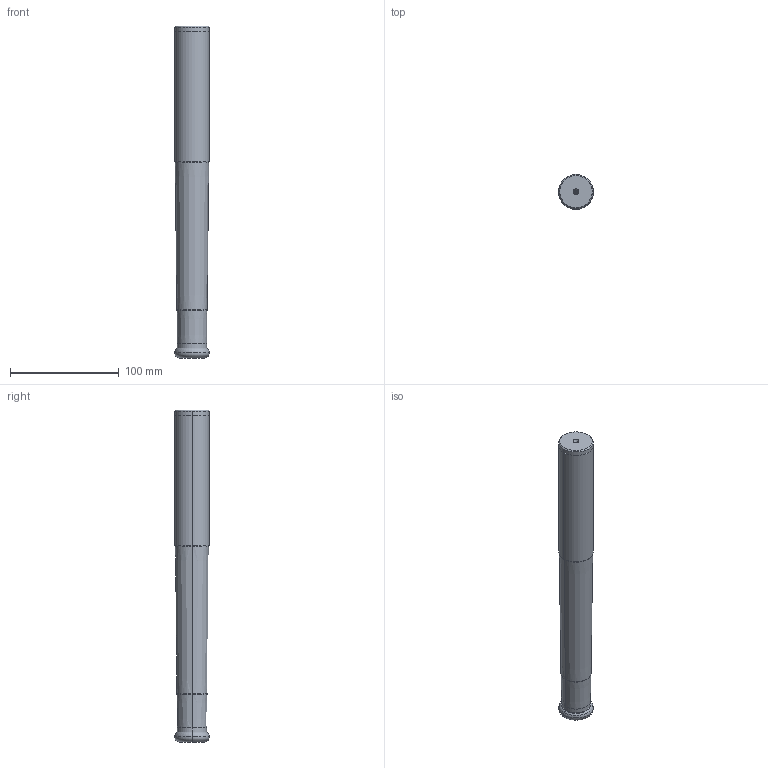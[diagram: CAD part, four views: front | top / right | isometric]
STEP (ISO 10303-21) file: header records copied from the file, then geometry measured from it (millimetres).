
FILE_DESCRIPTION(/* description */ (''),/* implementation_level */ '2;1');
FILE_NAME(/* name */ 'BRP4UNR203ELW20_ID0_375.stp',/* time_stamp */ '2021-02-02T08:26:03+09:00',/* author */ (''),/* organization */ (''),/* preprocessor_version */ 'ST-DEVELOPER v16',/* originating_system */ 'SIEMENS PLM Software NX 10.0',/* authorisation */ '');
FILE_SCHEMA (('AUTOMOTIVE_DESIGN { 1 0 10303 214 3 1 1 1 }'));
Length unit declared in the file: millimetre
Products named in the file (1): BRP4UNR203ELW20_ID0_375_ASM
Bounding box: 31.75 x 31.75 x 304.8 mm (x, y, z)
Volume: 219808.4 mm3; surface area: 32225.7 mm2
Topology: 2 solids, 2 shells, 50 faces, 112 edges, 69 vertices
Faces by surface type: torus 18, cone 16, cylinder 12, plane 4
Entity records: 1519 total; most frequent: DIRECTION 310, CARTESIAN_POINT 234, ORIENTED_EDGE 212, AXIS2_PLACEMENT_3D 141, EDGE_CURVE 106, CIRCLE 80, VERTEX_POINT 62, EDGE_LOOP 54
